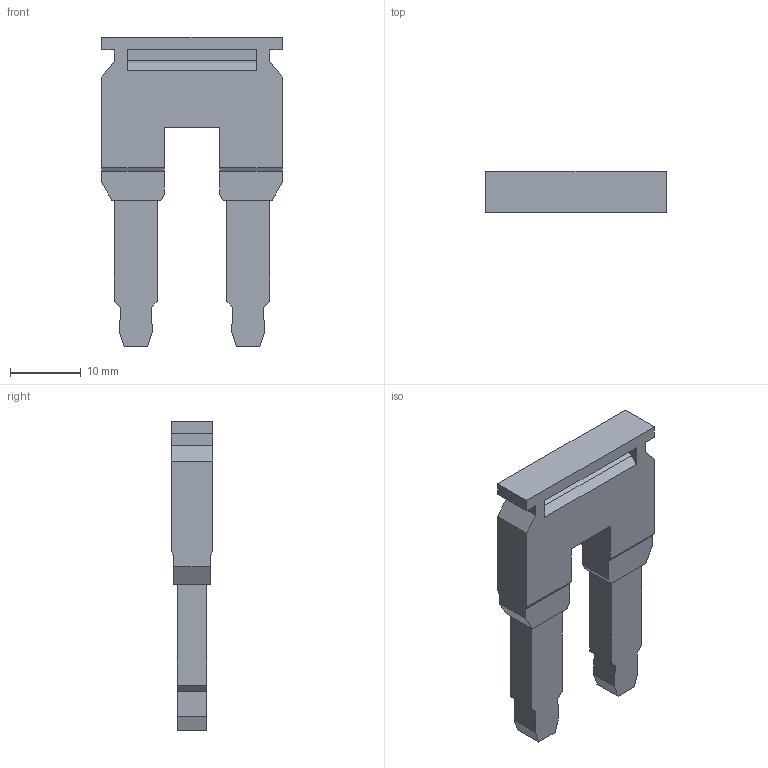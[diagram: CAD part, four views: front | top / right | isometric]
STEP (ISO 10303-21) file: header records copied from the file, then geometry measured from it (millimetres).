
FILE_DESCRIPTION(('Creo Elements/Direct Modeling STEP Export'),'2;1');
FILE_NAME('model.stp','2019-05-22T 2:09:03',(''),(''),'Creo Elements/Direct Modeling STEP processor for AP214 (Solid Model)','Creo Elements/Direct Modeling 20.1A 29-Sep-2018 (C) Parametric Technology GmbH','');
FILE_SCHEMA(('AUTOMOTIVE_DESIGN { 1 0 10303 214 1 1 1 1 }'));
Length unit declared in the file: millimetre
Products named in the file (2): FBS_2_16-select
Assembly tree (1 placements, depth 2):
  FBS_2_16-select
    FBS_2_16-select
Bounding box: 25.45 x 5.8 x 43.65 mm (x, y, z)
Volume: 3629.7 mm3; surface area: 2581.8 mm2
Topology: 1 solids, 1 shells, 64 faces, 174 edges, 116 vertices
Faces by surface type: plane 64
Entity records: 2525 total; most frequent: CARTESIAN_POINT 354, ORIENTED_EDGE 348, DIRECTION 302, VECTOR 174, LINE 174, EDGE_CURVE 174, VERTEX_POINT 116, EDGE_LOOP 68
